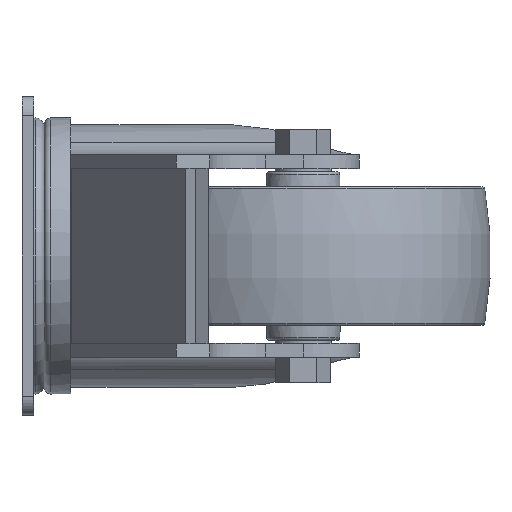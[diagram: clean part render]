
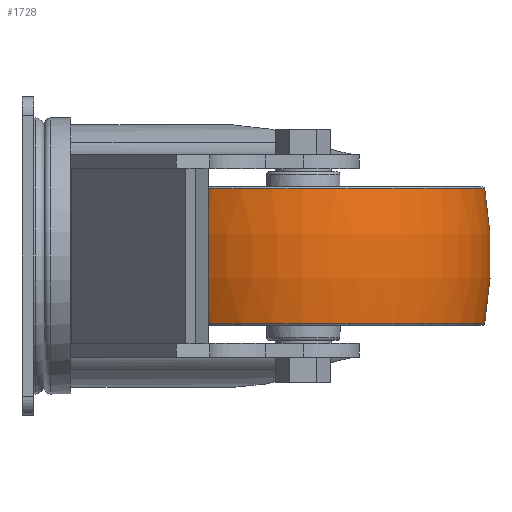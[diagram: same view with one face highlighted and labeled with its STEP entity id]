
A CAD part, left-side view. The second image highlights one B-rep face of the part: STEP entity #1728.
In plain terms, the highlighted toroidal (fillet/blend) face has major radius 50 mm and minor radius 100 mm.
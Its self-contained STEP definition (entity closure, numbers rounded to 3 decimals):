
#20=DEGENERATE_TOROIDAL_SURFACE('',#1916,50.,100.,
 .F.);
#836=ORIENTED_EDGE('',*,*,#1079,.T.);
#837=ORIENTED_EDGE('',*,*,#1078,.F.);
#1078=EDGE_CURVE('',#1245,#1245,#1317,.T.);
#1079=EDGE_CURVE('',#1246,#1246,#1318,.T.);
#1245=VERTEX_POINT('',#2959);
#1246=VERTEX_POINT('',#2962);
#1317=CIRCLE('',#1915,48.386);
#1318=CIRCLE('',#1917,48.386);
#1450=EDGE_LOOP('',(#836));
#1451=EDGE_LOOP('',(#837));
#1593=FACE_BOUND('',#1450,.T.);
#1594=FACE_BOUND('',#1451,.T.);
#1728=ADVANCED_FACE('',(#1593,#1594),#20,.F.);
#1915=AXIS2_PLACEMENT_3D('',#2958,#2402,#2403);
#1916=AXIS2_PLACEMENT_3D('',#2960,#2404,#2405);
#1917=AXIS2_PLACEMENT_3D('',#2961,#2406,#2407);
#2402=DIRECTION('',(0.,0.,-1.));
#2403=DIRECTION('',(-1.,0.,0.));
#2404=DIRECTION('',(0.,0.,-1.));
#2405=DIRECTION('',(-1.,0.,0.));
#2406=DIRECTION('',(0.,0.,-1.));
#2407=DIRECTION('',(-1.,0.,0.));
#2958=CARTESIAN_POINT('',(0.,0.,-17.892));
#2959=CARTESIAN_POINT('',(-48.386,0.,-17.892));
#2960=CARTESIAN_POINT('',(0.,0.,0.));
#2961=CARTESIAN_POINT('',(0.,0.,17.892));
#2962=CARTESIAN_POINT('',(-48.386,0.,17.892));
